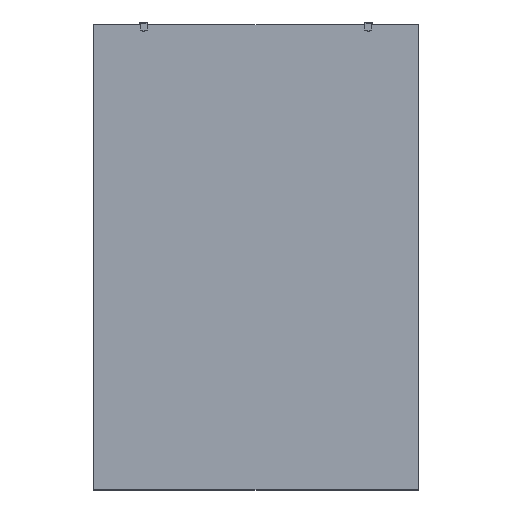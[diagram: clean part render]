
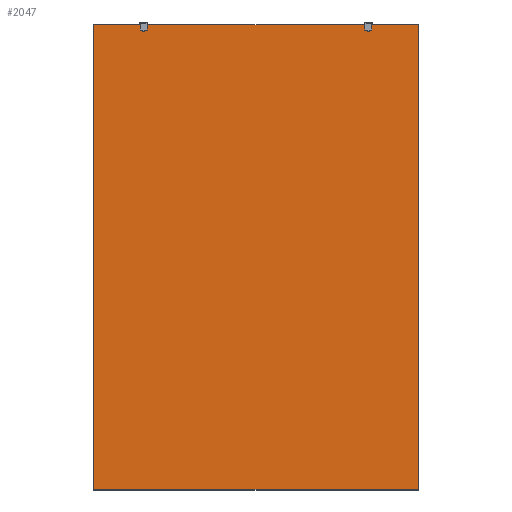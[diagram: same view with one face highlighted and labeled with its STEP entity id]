
A CAD part, top view. The second image highlights one B-rep face of the part: STEP entity #2047.
In plain terms, the highlighted planar face has unit normal (0, 0, 1).
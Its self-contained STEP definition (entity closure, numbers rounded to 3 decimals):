
#1325 = EDGE_LOOP ( 'NONE', ( #21418, #21332, #21329, #21420 ) ) ;
#2047 = ADVANCED_FACE ( 'NONE', ( #17865 ), #3160, .F. ) ;
#3160 = PLANE ( 'NONE',  #13984 ) ;
#3181 = CARTESIAN_POINT ( 'NONE',  ( 0., 1997., 10. ) ) ;
#3246 = DIRECTION ( 'NONE',  ( 0., 0., -1. ) ) ;
#3272 = DIRECTION ( 'NONE',  ( -1., 0., 0. ) ) ;
#4864 = CARTESIAN_POINT ( 'NONE',  ( 1., 1., 10. ) ) ;
#4894 = CARTESIAN_POINT ( 'NONE',  ( 1394., 1., 10. ) ) ;
#4904 = CARTESIAN_POINT ( 'NONE',  ( 1394., 1996., 10. ) ) ;
#4906 = CARTESIAN_POINT ( 'NONE',  ( 1., 1996., 10. ) ) ;
#5840 = VERTEX_POINT ( 'NONE', #4864 ) ;
#5844 = VERTEX_POINT ( 'NONE', #4906 ) ;
#5848 = VERTEX_POINT ( 'NONE', #4894 ) ;
#5874 = VERTEX_POINT ( 'NONE', #4904 ) ;
#7993 = LINE ( 'NONE', #15039, #8008 ) ;
#8008 = VECTOR ( 'NONE', #15051, 1000. ) ;
#8032 = LINE ( 'NONE', #13108, #8045 ) ;
#8045 = VECTOR ( 'NONE', #13089, 1000. ) ;
#8067 = LINE ( 'NONE', #9922, #8111 ) ;
#8086 = LINE ( 'NONE', #9750, #8093 ) ;
#8093 = VECTOR ( 'NONE', #9765, 1000. ) ;
#8111 = VECTOR ( 'NONE', #9962, 1000. ) ;
#9750 = CARTESIAN_POINT ( 'NONE',  ( 0., 1., 10. ) ) ;
#9765 = DIRECTION ( 'NONE',  ( 1., 0., 0. ) ) ;
#9922 = CARTESIAN_POINT ( 'NONE',  ( 0., 1996., 10. ) ) ;
#9962 = DIRECTION ( 'NONE',  ( -1., 0., 0. ) ) ;
#13089 = DIRECTION ( 'NONE',  ( 0., 1., 0. ) ) ;
#13108 = CARTESIAN_POINT ( 'NONE',  ( 1394., 1997., 10. ) ) ;
#13984 = AXIS2_PLACEMENT_3D ( 'NONE', #3181, #3246, #3272 ) ;
#15039 = CARTESIAN_POINT ( 'NONE',  ( 1., 1997., 10. ) ) ;
#15051 = DIRECTION ( 'NONE',  ( 0., -1., 0. ) ) ;
#17865 = FACE_OUTER_BOUND ( 'NONE', #1325, .T. ) ;
#18942 = EDGE_CURVE ( 'NONE', #5844, #5840, #7993, .T. ) ;
#18968 = EDGE_CURVE ( 'NONE', #5848, #5874, #8032, .T. ) ;
#18987 = EDGE_CURVE ( 'NONE', #5840, #5848, #8086, .T. ) ;
#19012 = EDGE_CURVE ( 'NONE', #5874, #5844, #8067, .T. ) ;
#21329 = ORIENTED_EDGE ( 'NONE', *, *, #18942, .T. ) ;
#21332 = ORIENTED_EDGE ( 'NONE', *, *, #19012, .T. ) ;
#21418 = ORIENTED_EDGE ( 'NONE', *, *, #18968, .T. ) ;
#21420 = ORIENTED_EDGE ( 'NONE', *, *, #18987, .T. ) ;
